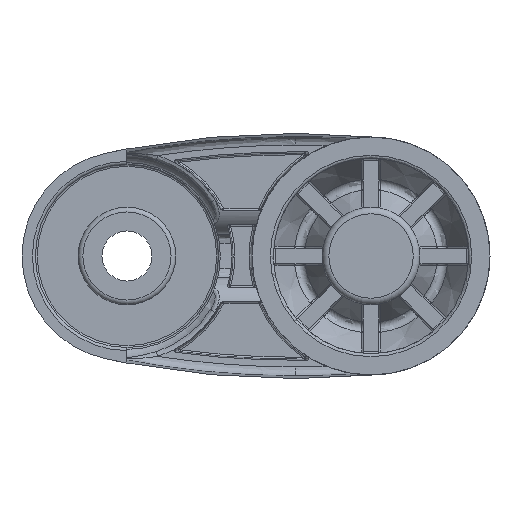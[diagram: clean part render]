
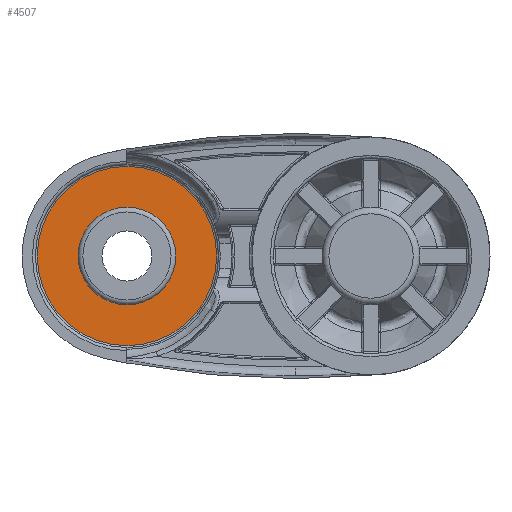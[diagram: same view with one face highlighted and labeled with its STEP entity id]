
A CAD part, front view. The second image highlights one B-rep face of the part: STEP entity #4507.
In plain terms, the highlighted planar face has unit normal (0, -1, 0).
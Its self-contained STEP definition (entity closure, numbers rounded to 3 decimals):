
#72=PLANE('',#4975);
#772=FACE_BOUND('',#1271,.T.);
#947=FACE_OUTER_BOUND('',#1270,.T.);
#1270=EDGE_LOOP('',(#3681));
#1271=EDGE_LOOP('',(#3682));
#1447=CIRCLE('',#4673,14.7);
#1465=CIRCLE('',#4702,7.5);
#1754=VERTEX_POINT('',#6352);
#1789=VERTEX_POINT('',#6600);
#2191=EDGE_CURVE('',#1754,#1754,#1447,.T.);
#2229=EDGE_CURVE('',#1789,#1789,#1465,.T.);
#3681=ORIENTED_EDGE('',*,*,#2191,.T.);
#3682=ORIENTED_EDGE('',*,*,#2229,.T.);
#4507=ADVANCED_FACE('',(#947,#772),#72,.T.);
#4673=AXIS2_PLACEMENT_3D('',#6353,#5221,#5222);
#4702=AXIS2_PLACEMENT_3D('',#6601,#5283,#5284);
#4975=AXIS2_PLACEMENT_3D('',#10755,#5853,#5854);
#5221=DIRECTION('center_axis',(0.,-1.,0.));
#5222=DIRECTION('ref_axis',(1.,0.,0.));
#5283=DIRECTION('center_axis',(0.,1.,0.));
#5284=DIRECTION('ref_axis',(-1.,0.,0.));
#5853=DIRECTION('center_axis',(0.,-1.,0.));
#5854=DIRECTION('ref_axis',(1.,0.,0.));
#6352=CARTESIAN_POINT('',(-25.3,4.,0.));
#6353=CARTESIAN_POINT('Origin',(-40.,4.,0.));
#6600=CARTESIAN_POINT('',(-47.5,4.,0.));
#6601=CARTESIAN_POINT('Origin',(-40.,4.,0.));
#10755=CARTESIAN_POINT('Origin',(-32.5,4.,0.));
